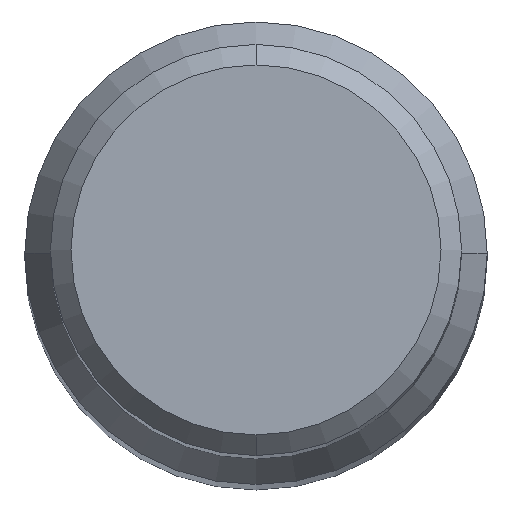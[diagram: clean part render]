
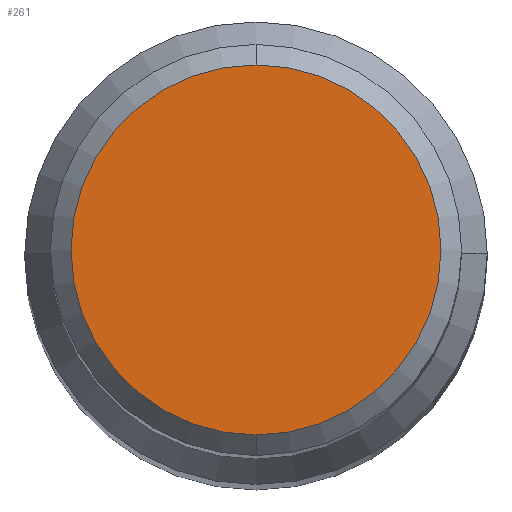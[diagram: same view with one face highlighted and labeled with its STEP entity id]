
A CAD part, top view. The second image highlights one B-rep face of the part: STEP entity #261.
In plain terms, the highlighted planar face has unit normal (0, 0, 1).
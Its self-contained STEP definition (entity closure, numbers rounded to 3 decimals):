
#189=VERTEX_POINT('',#498);
#261=ADVANCED_FACE('',(#578),#579,.T.);
#309=EDGE_CURVE('',#189,#415,#628,.T.);
#353=EDGE_CURVE('',#415,#189,#677,.T.);
#415=VERTEX_POINT('',#747);
#498=CARTESIAN_POINT('',(0.,-3.6,0.0));
#578=FACE_OUTER_BOUND('',#971,.T.);
#579=PLANE('',#972);
#628=CIRCLE('',#1108,3.6);
#677=CIRCLE('',#1221,3.6);
#747=CARTESIAN_POINT('',(0.0,3.6,0.0));
#971=EDGE_LOOP('',(#1586,#1587));
#972=AXIS2_PLACEMENT_3D('',#1588,#1589,#1590);
#1108=AXIS2_PLACEMENT_3D('',#1624,#1625,#1626);
#1221=AXIS2_PLACEMENT_3D('',#1681,#1682,#1683);
#1586=ORIENTED_EDGE('',*,*,#353,.F.);
#1587=ORIENTED_EDGE('',*,*,#309,.F.);
#1588=CARTESIAN_POINT('',(0.0,1.8,0.0));
#1589=DIRECTION('',(-0.0,0.0,1.0));
#1590=DIRECTION('',(0.0,-1.0,0.0));
#1624=CARTESIAN_POINT('',(0.0,0.0,0.0));
#1625=DIRECTION('',(0.0,0.0,-1.0));
#1626=DIRECTION('',(0.0,1.0,0.0));
#1681=CARTESIAN_POINT('',(0.0,0.0,0.0));
#1682=DIRECTION('',(0.0,0.0,-1.0));
#1683=DIRECTION('',(0.0,1.0,0.0));
